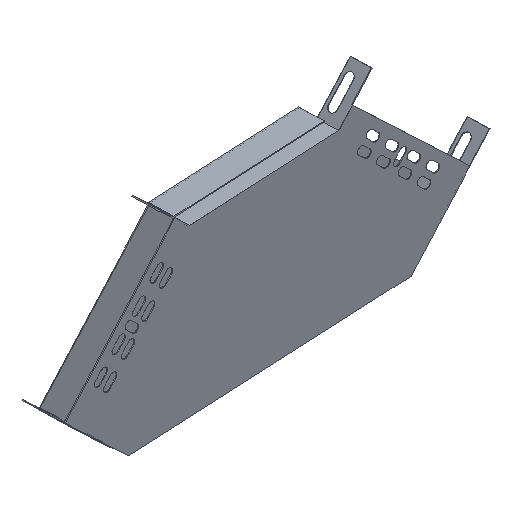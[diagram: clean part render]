
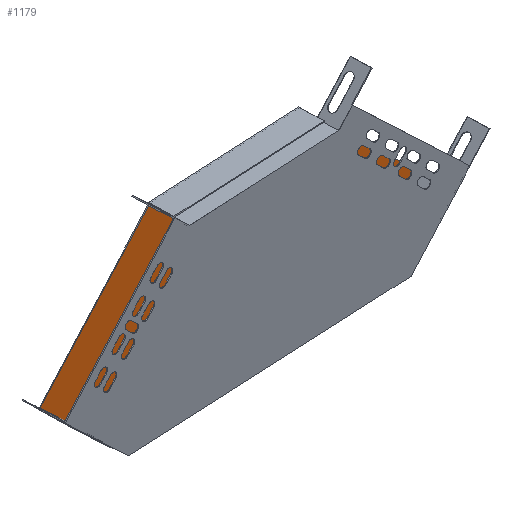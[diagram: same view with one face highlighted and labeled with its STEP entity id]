
A CAD part, isometric view. The second image highlights one B-rep face of the part: STEP entity #1179.
In plain terms, the highlighted planar face has unit normal (0.022, -1, 0.006).
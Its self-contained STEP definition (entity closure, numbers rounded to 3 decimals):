
#18 = ORIENTED_EDGE ( 'NONE', *, *, #3772, .T. ) ;
#137 = CARTESIAN_POINT ( 'NONE',  ( -247.89, 38.302, 177.986 ) ) ;
#141 = DIRECTION ( 'NONE',  ( 0.027, -0.006, -1. ) ) ;
#359 = DIRECTION ( 'NONE',  ( 0.999, 0.022, 0.027 ) ) ;
#383 = CARTESIAN_POINT ( 'NONE',  ( -39.919, 41.898, 31.557 ) ) ;
#394 = VERTEX_POINT ( 'NONE', #2979 ) ;
#623 = CARTESIAN_POINT ( 'NONE',  ( -247.877, 38.299, 177.486 ) ) ;
#631 = DIRECTION ( 'NONE',  ( 0.687, 0.02, 0.726 ) ) ;
#742 = EDGE_LOOP ( 'NONE', ( #3526, #1989, #2969, #4461, #2914, #4017, #3880, #1577, #18, #1811 ) ) ;
#802 = CARTESIAN_POINT ( 'NONE',  ( -247.877, 38.299, 177.486 ) ) ;
#810 = DIRECTION ( 'NONE',  ( 0.726, 0.011, -0.688 ) ) ;
#851 = CARTESIAN_POINT ( 'NONE',  ( -351.672, 35.336, 67.369 ) ) ;
#852 = VECTOR ( 'NONE', #141, 1000. ) ;
#864 = LINE ( 'NONE', #137, #852 ) ;
#918 = VERTEX_POINT ( 'NONE', #4420 ) ;
#924 = DIRECTION ( 'NONE',  ( 0.027, -0.006, -1. ) ) ;
#956 = VECTOR ( 'NONE', #359, 1000. ) ;
#958 = CARTESIAN_POINT ( 'NONE',  ( -106.555, 41.405, 181.808 ) ) ;
#965 = LINE ( 'NONE', #383, #956 ) ;
#972 = CARTESIAN_POINT ( 'NONE',  ( 3.067, 43.127, 77.461 ) ) ;
#1038 = DIRECTION ( 'NONE',  ( -0.999, -0.022, -0.027 ) ) ;
#1044 = VECTOR ( 'NONE', #631, 1000. ) ;
#1054 = CARTESIAN_POINT ( 'NONE',  ( -247.89, 38.302, 177.986 ) ) ;
#1056 = LINE ( 'NONE', #623, #1044 ) ;
#1179 = ADVANCED_FACE ( 'NONE', ( #3411 ), #2597, .T. ) ;
#1184 = VECTOR ( 'NONE', #924, 1000. ) ;
#1205 = CARTESIAN_POINT ( 'NONE',  ( 3.08, 43.124, 76.962 ) ) ;
#1213 = LINE ( 'NONE', #958, #1184 ) ;
#1234 = CARTESIAN_POINT ( 'NONE',  ( -247.89, 38.302, 177.986 ) ) ;
#1237 = VECTOR ( 'NONE', #1038, 1000. ) ;
#1241 = DIRECTION ( 'NONE',  ( -0.687, -0.02, -0.726 ) ) ;
#1266 = LINE ( 'NONE', #1054, #1237 ) ;
#1297 = EDGE_CURVE ( 'NONE', #4454, #3186, #3174, .T. ) ;
#1312 = LINE ( 'NONE', #1205, #1328 ) ;
#1328 = VECTOR ( 'NONE', #1241, 1000. ) ;
#1577 = ORIENTED_EDGE ( 'NONE', *, *, #3824, .F. ) ;
#1675 = VERTEX_POINT ( 'NONE', #4198 ) ;
#1678 = VECTOR ( 'NONE', #2252, 1000. ) ;
#1683 = LINE ( 'NONE', #2302, #1678 ) ;
#1811 = ORIENTED_EDGE ( 'NONE', *, *, #4165, .T. ) ;
#1863 = EDGE_CURVE ( 'NONE', #3457, #3808, #2541, .T. ) ;
#1896 = CARTESIAN_POINT ( 'NONE',  ( -106.541, 41.402, 181.308 ) ) ;
#1911 = VECTOR ( 'NONE', #2973, 1000. ) ;
#1923 = LINE ( 'NONE', #2935, #1911 ) ;
#1989 = ORIENTED_EDGE ( 'NONE', *, *, #3069, .F. ) ;
#2101 = CARTESIAN_POINT ( 'NONE',  ( -106.541, 41.402, 181.308 ) ) ;
#2116 = DIRECTION ( 'NONE',  ( 0.726, 0.011, -0.688 ) ) ;
#2252 = DIRECTION ( 'NONE',  ( 0.027, -0.006, -1. ) ) ;
#2302 = CARTESIAN_POINT ( 'NONE',  ( 3.067, 43.127, 77.461 ) ) ;
#2507 = VERTEX_POINT ( 'NONE', #3339 ) ;
#2541 = LINE ( 'NONE', #2101, #2550 ) ;
#2549 = DIRECTION ( 'NONE',  ( 0.027, -0.006, -1. ) ) ;
#2550 = VECTOR ( 'NONE', #2116, 1000. ) ;
#2560 = DIRECTION ( 'NONE',  ( 0.022, -1., 0.006 ) ) ;
#2583 = CARTESIAN_POINT ( 'NONE',  ( 3.067, 43.127, 77.461 ) ) ;
#2590 = CARTESIAN_POINT ( 'NONE',  ( -306.271, 36.051, 24.355 ) ) ;
#2597 = PLANE ( 'NONE',  #2621 ) ;
#2621 = AXIS2_PLACEMENT_3D ( 'NONE', #2583, #2560, #2549 ) ;
#2914 = ORIENTED_EDGE ( 'NONE', *, *, #3702, .F. ) ;
#2926 = CARTESIAN_POINT ( 'NONE',  ( -351.672, 35.336, 67.369 ) ) ;
#2935 = CARTESIAN_POINT ( 'NONE',  ( -351.672, 35.336, 67.369 ) ) ;
#2969 = ORIENTED_EDGE ( 'NONE', *, *, #1297, .T. ) ;
#2973 = DIRECTION ( 'NONE',  ( -0.027, 0.006, 1. ) ) ;
#2979 = CARTESIAN_POINT ( 'NONE',  ( -39.919, 41.898, 31.557 ) ) ;
#3069 = EDGE_CURVE ( 'NONE', #4454, #918, #1923, .T. ) ;
#3174 = LINE ( 'NONE', #851, #3176 ) ;
#3176 = VECTOR ( 'NONE', #810, 1000. ) ;
#3186 = VERTEX_POINT ( 'NONE', #2590 ) ;
#3321 = EDGE_CURVE ( 'NONE', #3808, #2507, #1683, .T. ) ;
#3339 = CARTESIAN_POINT ( 'NONE',  ( 3.08, 43.124, 76.962 ) ) ;
#3411 = FACE_OUTER_BOUND ( 'NONE', #742, .T. ) ;
#3457 = VERTEX_POINT ( 'NONE', #1896 ) ;
#3526 = ORIENTED_EDGE ( 'NONE', *, *, #3958, .F. ) ;
#3693 = VERTEX_POINT ( 'NONE', #1234 ) ;
#3702 = EDGE_CURVE ( 'NONE', #2507, #394, #1312, .T. ) ;
#3772 = EDGE_CURVE ( 'NONE', #1675, #3693, #1266, .T. ) ;
#3808 = VERTEX_POINT ( 'NONE', #972 ) ;
#3824 = EDGE_CURVE ( 'NONE', #1675, #3457, #1213, .T. ) ;
#3880 = ORIENTED_EDGE ( 'NONE', *, *, #1863, .F. ) ;
#3886 = VERTEX_POINT ( 'NONE', #802 ) ;
#3958 = EDGE_CURVE ( 'NONE', #918, #3886, #1056, .T. ) ;
#4017 = ORIENTED_EDGE ( 'NONE', *, *, #3321, .F. ) ;
#4060 = EDGE_CURVE ( 'NONE', #3186, #394, #965, .T. ) ;
#4165 = EDGE_CURVE ( 'NONE', #3693, #3886, #864, .T. ) ;
#4198 = CARTESIAN_POINT ( 'NONE',  ( -106.555, 41.405, 181.808 ) ) ;
#4420 = CARTESIAN_POINT ( 'NONE',  ( -351.686, 35.339, 67.869 ) ) ;
#4454 = VERTEX_POINT ( 'NONE', #2926 ) ;
#4461 = ORIENTED_EDGE ( 'NONE', *, *, #4060, .T. ) ;
